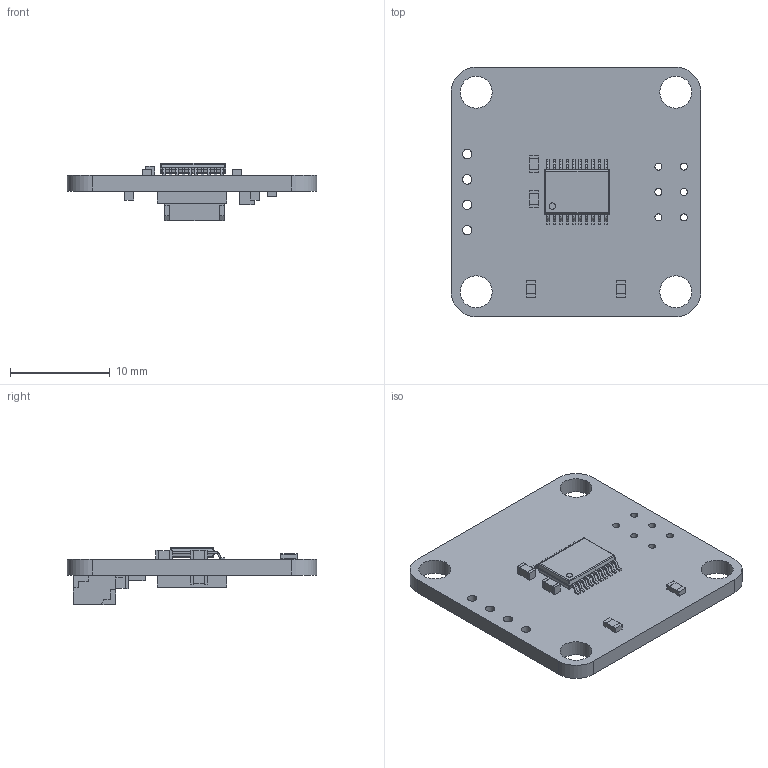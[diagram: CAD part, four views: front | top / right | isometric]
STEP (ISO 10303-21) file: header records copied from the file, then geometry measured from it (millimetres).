
FILE_DESCRIPTION(('Open CASCADE Model'),'2;1');
FILE_NAME('Open CASCADE Shape Model','2016-08-30T12:13:21',('Author'),( 'Open CASCADE'),'Open CASCADE STEP processor 6.8','Open CASCADE 6.8' ,'Unknown');
FILE_SCHEMA(('AUTOMOTIVE_DESIGN { 1 0 10303 214 1 1 1 1 }'));
Length unit declared in the file: millimetre
Products named in the file (23): PCB; Board; R2; RES_0603_(1608_metric); R3; U1; 992004424; Extruded; C4; CAP_0603; R1; P1; SM04B-SRSS-TB_RGB13434879; U2; MO-153AC; Open CASCADE STEP translator 6.8 1.8.1.1; Open CASCADE STEP translator 6.8 1.8.1.2; C3; C1; CAP_0805; C2; C6; C5
Assembly tree (28 placements, depth 4):
  PCB
    Board
    R2
      RES_0603_(1608_metric)
    R3
      RES_0603_(1608_metric)
    U1
      992004424
        Extruded
    C4
      CAP_0603
    R1
      RES_0603_(1608_metric)
    P1
      SM04B-SRSS-TB_RGB13434879
    U2
      MO-153AC
        Open CASCADE STEP translator 6.8 1.8.1.1
        Open CASCADE STEP translator 6.8 1.8.1.2
    C3
      CAP_0603
    C1
      CAP_0805
    C2
      CAP_0603
    C6
      CAP_0603
    C5
      CAP_0603
Bounding box: 25 x 25 x 5.76 mm (x, y, z)
Volume: 1080 mm3; surface area: 1896.6 mm2
Topology: 33 solids, 33 shells, 635 faces, 1691 edges, 1212 vertices
Faces by surface type: plane 508, cylinder 119, bspline 8
Full cylindrical faces by diameter (mm): 0.65 x1, 0.7 x6, 0.95 x4, 3.2 x4
Entity records: 46766 total; most frequent: CARTESIAN_POINT 16810, DIRECTION 4744, LINE 3054, VECTOR 3054, ORIENTED_EDGE 2590, PCURVE 2590, DEFINITIONAL_REPRESENTATION 2590, EDGE_CURVE 1295
